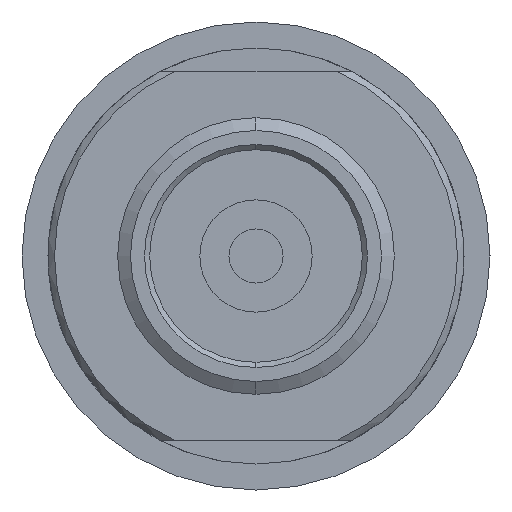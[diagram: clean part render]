
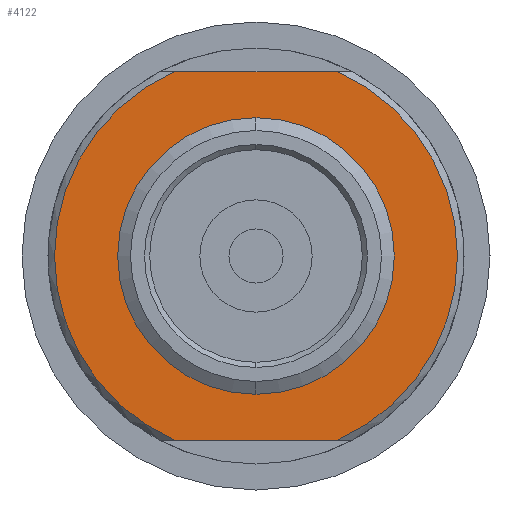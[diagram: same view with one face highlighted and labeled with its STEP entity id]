
A CAD part, left-side view. The second image highlights one B-rep face of the part: STEP entity #4122.
In plain terms, the highlighted face is planar.
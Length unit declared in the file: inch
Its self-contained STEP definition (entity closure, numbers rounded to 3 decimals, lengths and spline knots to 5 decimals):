
#110 = VERTEX_POINT ( 'NONE', #29464 ) ;
#495 = AXIS2_PLACEMENT_3D ( 'NONE', #22659, #8395, #11810 ) ;
#1709 = PLANE ( 'NONE',  #34627 ) ;
#1990 = EDGE_CURVE ( 'NONE', #34811, #26681, #34120, .T. ) ;
#2360 = VECTOR ( 'NONE', #16638, 39.37008 ) ;
#4122 = ADVANCED_FACE ( 'NONE', ( #16134, #32887 ), #1709, .T. ) ;
#5112 = DIRECTION ( 'NONE',  ( 0., 0., -1. ) ) ;
#6645 = EDGE_LOOP ( 'NONE', ( #16518, #15404, #34848, #14698 ) ) ;
#8395 = DIRECTION ( 'NONE',  ( 1., 0., 0. ) ) ;
#9566 = AXIS2_PLACEMENT_3D ( 'NONE', #31855, #21867, #5112 ) ;
#10462 = CARTESIAN_POINT ( 'NONE',  ( 0.307, 0.12392, 0.27882 ) ) ;
#11005 = CARTESIAN_POINT ( 'NONE',  ( 0.307, 0., -0.19 ) ) ;
#11751 = DIRECTION ( 'NONE',  ( 1., 0., 0. ) ) ;
#11810 = DIRECTION ( 'NONE',  ( 0., 0., -1. ) ) ;
#11939 = DIRECTION ( 'NONE',  ( 0., 0., -1. ) ) ;
#12204 = ORIENTED_EDGE ( 'NONE', *, *, #26703, .F. ) ;
#13268 = CARTESIAN_POINT ( 'NONE',  ( 0.307, -0.12392, 0.27882 ) ) ;
#13301 = DIRECTION ( 'NONE',  ( 0., 0., -1. ) ) ;
#14290 = EDGE_CURVE ( 'NONE', #35579, #26986, #33258, .T. ) ;
#14458 = CARTESIAN_POINT ( 'NONE',  ( 0.307, -0.12305, -0.2792 ) ) ;
#14698 = ORIENTED_EDGE ( 'NONE', *, *, #27147, .T. ) ;
#15404 = ORIENTED_EDGE ( 'NONE', *, *, #17174, .T. ) ;
#15436 = CARTESIAN_POINT ( 'NONE',  ( 0.307, 0., 0. ) ) ;
#16134 = FACE_OUTER_BOUND ( 'NONE', #6645, .T. ) ;
#16211 = CIRCLE ( 'NONE', #9566, 0.19 ) ;
#16518 = ORIENTED_EDGE ( 'NONE', *, *, #1990, .F. ) ;
#16638 = DIRECTION ( 'NONE',  ( 0., -1., 0. ) ) ;
#17074 = CARTESIAN_POINT ( 'NONE',  ( 0.307, 0., 0. ) ) ;
#17174 = EDGE_CURVE ( 'NONE', #34811, #18772, #37577, .T. ) ;
#18772 = VERTEX_POINT ( 'NONE', #14458 ) ;
#18997 = EDGE_CURVE ( 'NONE', #110, #18772, #31287, .T. ) ;
#19502 = DIRECTION ( 'NONE',  ( 0., 1., 0. ) ) ;
#21204 = AXIS2_PLACEMENT_3D ( 'NONE', #17074, #11751, #11939 ) ;
#21464 = ORIENTED_EDGE ( 'NONE', *, *, #14290, .F. ) ;
#21729 = DIRECTION ( 'NONE',  ( 1., 0., 0. ) ) ;
#21867 = DIRECTION ( 'NONE',  ( 1., 0., 0. ) ) ;
#21876 = CARTESIAN_POINT ( 'NONE',  ( 0.307, 0., 0. ) ) ;
#21985 = CARTESIAN_POINT ( 'NONE',  ( 0.307, 0.26201, 0.27882 ) ) ;
#22364 = CARTESIAN_POINT ( 'NONE',  ( 0.307, 0.26201, -0.2792 ) ) ;
#22659 = CARTESIAN_POINT ( 'NONE',  ( 0.307, 0., 0. ) ) ;
#23276 = CARTESIAN_POINT ( 'NONE',  ( 0.307, 0., 0.19 ) ) ;
#23670 = VECTOR ( 'NONE', #19502, 39.37008 ) ;
#24150 = EDGE_LOOP ( 'NONE', ( #12204, #21464 ) ) ;
#26681 = VERTEX_POINT ( 'NONE', #10462 ) ;
#26703 = EDGE_CURVE ( 'NONE', #26986, #35579, #16211, .T. ) ;
#26986 = VERTEX_POINT ( 'NONE', #23276 ) ;
#27147 = EDGE_CURVE ( 'NONE', #110, #26681, #35060, .T. ) ;
#27402 = DIRECTION ( 'NONE',  ( 1., 0., 0. ) ) ;
#29464 = CARTESIAN_POINT ( 'NONE',  ( 0.307, 0.12305, -0.2792 ) ) ;
#30469 = DIRECTION ( 'NONE',  ( 0., 0., -1. ) ) ;
#31287 = LINE ( 'NONE', #22364, #2360 ) ;
#31855 = CARTESIAN_POINT ( 'NONE',  ( 0.307, 0., 0. ) ) ;
#32887 = FACE_BOUND ( 'NONE', #24150, .T. ) ;
#33258 = CIRCLE ( 'NONE', #495, 0.19 ) ;
#33842 = AXIS2_PLACEMENT_3D ( 'NONE', #15436, #21729, #30469 ) ;
#34120 = LINE ( 'NONE', #21985, #23670 ) ;
#34627 = AXIS2_PLACEMENT_3D ( 'NONE', #21876, #27402, #13301 ) ;
#34811 = VERTEX_POINT ( 'NONE', #13268 ) ;
#34848 = ORIENTED_EDGE ( 'NONE', *, *, #18997, .F. ) ;
#35060 = CIRCLE ( 'NONE', #33842, 0.30512 ) ;
#35579 = VERTEX_POINT ( 'NONE', #11005 ) ;
#37577 = CIRCLE ( 'NONE', #21204, 0.30512 ) ;
